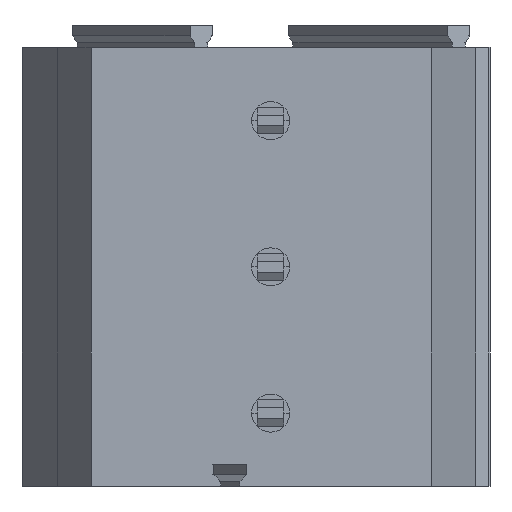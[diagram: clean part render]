
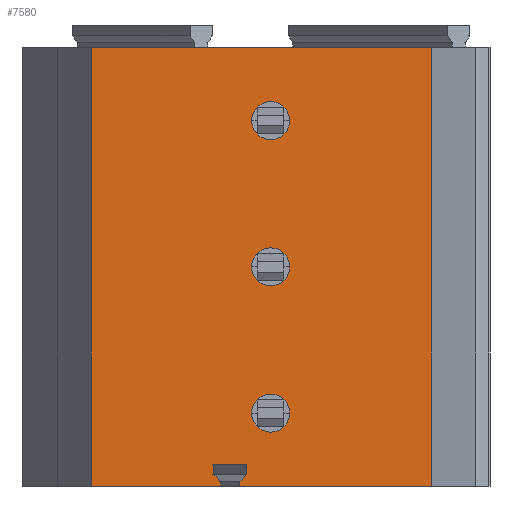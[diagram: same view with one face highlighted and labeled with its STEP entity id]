
A CAD part, front view. The second image highlights one B-rep face of the part: STEP entity #7580.
In plain terms, the highlighted planar face has unit normal (0, -1, 0).
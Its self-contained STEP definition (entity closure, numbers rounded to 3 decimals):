
#6140=CARTESIAN_POINT('',(-43.688,10.165
   ,0.));
#6150=DIRECTION('',(0.,-1.,
   0.));
#6160=DIRECTION('',(-1.,0.,
   0.));
#6170=AXIS2_PLACEMENT_3D('',#6140,#6150,#6160);
#6180=PLANE('',#6170);
#6190=CARTESIAN_POINT('',(-49.188,10.165
   ,0.));
#6200=DIRECTION('',(0.,-1.,
   0.));
#6210=DIRECTION('',(1.,0.,
   0.));
#6220=AXIS2_PLACEMENT_3D('',#6190,#6200,#6210);
#6230=CIRCLE('',#6220,0.65);
#6240=CARTESIAN_POINT('',(-49.838,10.165
   ,0.));
#6250=VERTEX_POINT('',#6240);
#6260=CARTESIAN_POINT('',(-48.538,10.165
   ,0.));
#6270=VERTEX_POINT('',#6260);
#6280=EDGE_CURVE('',#6250,#6270,#6230,.T.);
#6290=ORIENTED_EDGE('',*,*,#6280,.F.);
#6300=EDGE_CURVE('',#6270,#6250,#6230,.T.);
#6310=ORIENTED_EDGE('',*,*,#6300,.F.);
#6320=EDGE_LOOP('',(#6310,#6290));
#6330=FACE_BOUND('',#6320,.T.);
#6340=CARTESIAN_POINT('',(-55.324,10.165
   ,2.5));
#6350=DIRECTION('',(1.,0.,
   0.));
#6360=VECTOR('',#6350,1.);
#6370=LINE('',#6340,#6360);
#6380=CARTESIAN_POINT('',(-55.324,10.165
   ,2.5));
#6390=VERTEX_POINT('',#6380);
#6400=CARTESIAN_POINT('',(-43.688,10.165
   ,2.5));
#6410=VERTEX_POINT('',#6400);
#6420=EDGE_CURVE('',#6390,#6410,#6370,.T.);
#6430=ORIENTED_EDGE('',*,*,#6420,.F.);
#6440=CARTESIAN_POINT('',(-43.688,10.165
   ,0.));
#6450=DIRECTION('',(0.,0.,
   -1.));
#6460=VECTOR('',#6450,1.);
#6470=LINE('',#6440,#6460);
#6480=CARTESIAN_POINT('',(-43.688,10.165
   ,-12.5));
#6490=VERTEX_POINT('',#6480);
#6500=EDGE_CURVE('',#6410,#6490,#6470,.T.);
#6510=ORIENTED_EDGE('',*,*,#6500,.F.);
#6520=CARTESIAN_POINT('',(0.,10.165,
   -12.5));
#6530=DIRECTION('',(-1.,0.,
   0.));
#6540=VECTOR('',#6530,1.);
#6550=LINE('',#6520,#6540);
#6560=CARTESIAN_POINT('',(-50.237,10.165
   ,-12.5));
#6570=VERTEX_POINT('',#6560);
#6580=EDGE_CURVE('',#6490,#6570,#6550,.T.);
#6590=ORIENTED_EDGE('',*,*,#6580,.F.);
#6600=CARTESIAN_POINT('',(-50.237,10.165
   ,-5.));
#6610=DIRECTION('',(0.,0.,
   1.));
#6620=VECTOR('',#6610,1.);
#6630=LINE('',#6600,#6620);
#6640=CARTESIAN_POINT('',(-50.237,10.165
   ,-12.333));
#6650=VERTEX_POINT('',#6640);
#6660=EDGE_CURVE('',#6570,#6650,#6630,.T.);
#6670=ORIENTED_EDGE('',*,*,#6660,.F.);
#6680=CARTESIAN_POINT('',(0.,10.165,
   36.606));
#6690=DIRECTION('',(0.716,0.,
   0.698));
#6700=VECTOR('',#6690,1.);
#6710=LINE('',#6680,#6700);
#6720=CARTESIAN_POINT('',(-49.999,10.165
   ,-12.101));
#6730=VERTEX_POINT('',#6720);
#6740=EDGE_CURVE('',#6650,#6730,#6710,.T.);
#6750=ORIENTED_EDGE('',*,*,#6740,.F.);
#6760=CARTESIAN_POINT('',(-49.999,10.165
   ,-5.));
#6770=DIRECTION('',(0.,0.,
   1.));
#6780=VECTOR('',#6770,1.);
#6790=LINE('',#6760,#6780);
#6800=CARTESIAN_POINT('',(-49.999,10.165
   ,-11.759));
#6810=VERTEX_POINT('',#6800);
#6820=EDGE_CURVE('',#6730,#6810,#6790,.T.);
#6830=ORIENTED_EDGE('',*,*,#6820,.F.);
#6840=CARTESIAN_POINT('',(0.,10.165,
   -11.759));
#6850=DIRECTION('',(-1.,0.,
   0.));
#6860=VECTOR('',#6850,1.);
#6870=LINE('',#6840,#6860);
#6880=CARTESIAN_POINT('',(-51.132,10.165
   ,-11.759));
#6890=VERTEX_POINT('',#6880);
#6900=EDGE_CURVE('',#6810,#6890,#6870,.T.);
#6910=ORIENTED_EDGE('',*,*,#6900,.F.);
#6920=CARTESIAN_POINT('',(-51.132,10.165
   ,-5.));
#6930=DIRECTION('',(0.,0.,
   -1.));
#6940=VECTOR('',#6930,1.);
#6950=LINE('',#6920,#6940);
#6960=CARTESIAN_POINT('',(-51.132,10.165
   ,-12.101));
#6970=VERTEX_POINT('',#6960);
#6980=EDGE_CURVE('',#6890,#6970,#6950,.T.);
#6990=ORIENTED_EDGE('',*,*,#6980,.F.);
#7000=CARTESIAN_POINT('',(0.,10.165,
   -61.911));
#7010=DIRECTION('',(0.716,0.,
   -0.698));
#7020=VECTOR('',#7010,1.);
#7030=LINE('',#7000,#7020);
#7040=CARTESIAN_POINT('',(-50.894,10.165
   ,-12.333));
#7050=VERTEX_POINT('',#7040);
#7060=EDGE_CURVE('',#6970,#7050,#7030,.T.);
#7070=ORIENTED_EDGE('',*,*,#7060,.F.);
#7080=CARTESIAN_POINT('',(-50.894,10.165
   ,-5.));
#7090=DIRECTION('',(0.,0.,
   -1.));
#7100=VECTOR('',#7090,1.);
#7110=LINE('',#7080,#7100);
#7120=CARTESIAN_POINT('',(-50.894,10.165
   ,-12.5));
#7130=VERTEX_POINT('',#7120);
#7140=EDGE_CURVE('',#7050,#7130,#7110,.T.);
#7150=ORIENTED_EDGE('',*,*,#7140,.F.);
#7160=CARTESIAN_POINT('',(-55.324,10.165
   ,-12.5));
#7170=VERTEX_POINT('',#7160);
#7180=EDGE_CURVE('',#7130,#7170,#6550,.T.);
#7190=ORIENTED_EDGE('',*,*,#7180,.F.);
#7200=CARTESIAN_POINT('',(-55.324,10.165
   ,-5.));
#7210=DIRECTION('',(0.,0.,
   1.));
#7220=VECTOR('',#7210,1.);
#7230=LINE('',#7200,#7220);
#7240=EDGE_CURVE('',#7170,#6390,#7230,.T.);
#7250=ORIENTED_EDGE('',*,*,#7240,.F.);
#7260=EDGE_LOOP('',(#7250,#7190,#7150,#7070,#6990,#6910,#6830,#6750,
   #6670,#6590,#6510,#6430));
#7270=FACE_OUTER_BOUND('',#7260,.T.);
#7280=CARTESIAN_POINT('',(-49.188,10.165
   ,-10.));
#7290=DIRECTION('',(0.,-1.,
   0.));
#7300=DIRECTION('',(1.,0.,
   0.));
#7310=AXIS2_PLACEMENT_3D('',#7280,#7290,#7300);
#7320=CIRCLE('',#7310,0.65);
#7330=CARTESIAN_POINT('',(-49.838,10.165
   ,-10.));
#7340=VERTEX_POINT('',#7330);
#7350=CARTESIAN_POINT('',(-48.538,10.165
   ,-10.));
#7360=VERTEX_POINT('',#7350);
#7370=EDGE_CURVE('',#7340,#7360,#7320,.T.);
#7380=ORIENTED_EDGE('',*,*,#7370,.F.);
#7390=EDGE_CURVE('',#7360,#7340,#7320,.T.);
#7400=ORIENTED_EDGE('',*,*,#7390,.F.);
#7410=EDGE_LOOP('',(#7400,#7380));
#7420=FACE_BOUND('',#7410,.T.);
#7430=CARTESIAN_POINT('',(-49.188,10.165
   ,-5.));
#7440=DIRECTION('',(0.,-1.,
   0.));
#7450=DIRECTION('',(1.,0.,
   0.));
#7460=AXIS2_PLACEMENT_3D('',#7430,#7440,#7450);
#7470=CIRCLE('',#7460,0.65);
#7480=CARTESIAN_POINT('',(-49.838,10.165
   ,-5.));
#7490=VERTEX_POINT('',#7480);
#7500=CARTESIAN_POINT('',(-48.538,10.165
   ,-5.));
#7510=VERTEX_POINT('',#7500);
#7520=EDGE_CURVE('',#7490,#7510,#7470,.T.);
#7530=ORIENTED_EDGE('',*,*,#7520,.F.);
#7540=EDGE_CURVE('',#7510,#7490,#7470,.T.);
#7550=ORIENTED_EDGE('',*,*,#7540,.F.);
#7560=EDGE_LOOP('',(#7550,#7530));
#7570=FACE_BOUND('',#7560,.T.);
#7580=ADVANCED_FACE('',(#6330,#7270,#7420,#7570),#6180,.T.);
